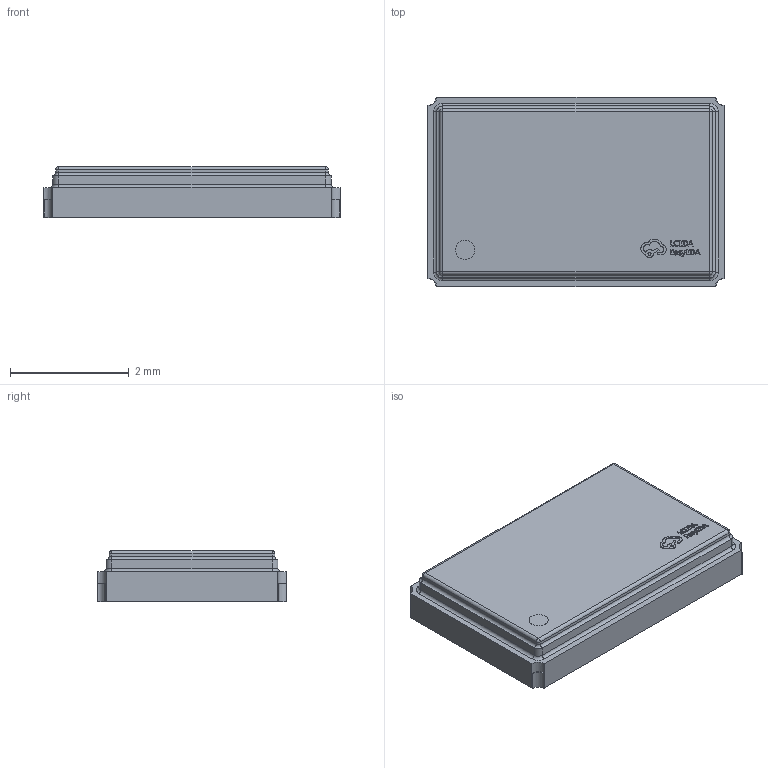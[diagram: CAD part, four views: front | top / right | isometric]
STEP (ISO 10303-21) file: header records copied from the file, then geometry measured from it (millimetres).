
FILE_DESCRIPTION (( 'STEP AP214' ), '1' );
FILE_NAME ('CYSTAL-SMD_4P-L5.0-W3.2-BL.STEP', '2023-03-23T06:30:03', ( 'PC' ), ( 'Microsoft' ), 'SwSTEP 2.0', 'SolidWorks 2020', '' );
FILE_SCHEMA (( 'AUTOMOTIVE_DESIGN' ));
Length unit declared in the file: millimetre
Products named in the file (1): CYSTAL-SMD_4P-L5.0-W3.2-BL
Bounding box: 5 x 3.2 x 0.87 mm (x, y, z)
Volume: 12.7 mm3; surface area: 44.5 mm2
Topology: 1 solids, 1 shells, 315 faces, 844 edges, 548 vertices
Faces by surface type: plane 175, bspline 98, cylinder 30, torus 8, sphere 4
Entity records: 13729 total; most frequent: CARTESIAN_POINT 3010, ORIENTED_EDGE 1680, DIRECTION 1148, EDGE_CURVE 840, LINE 568, VECTOR 568, VERTEX_POINT 548, EDGE_LOOP 336
